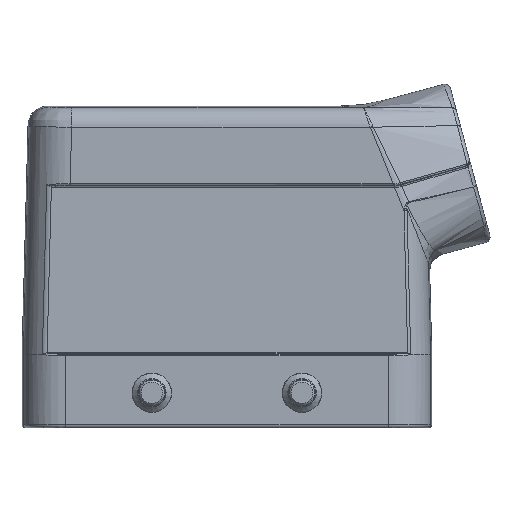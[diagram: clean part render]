
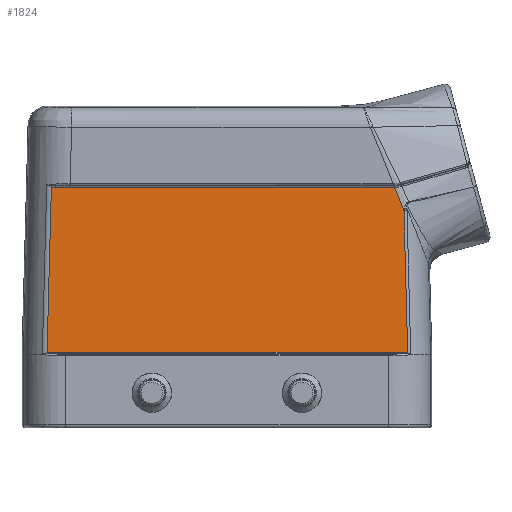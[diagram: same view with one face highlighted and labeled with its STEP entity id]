
A CAD part, front view. The second image highlights one B-rep face of the part: STEP entity #1824.
In plain terms, the highlighted planar face has unit normal (0, -1, 0.015).
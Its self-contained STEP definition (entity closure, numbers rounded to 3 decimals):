
#1232=FACE_OUTER_BOUND('',#2575,.T.);
#1824=ADVANCED_FACE('',(#1232),#2268,.T.);
#2268=PLANE('',#10956);
#2575=EDGE_LOOP('',(#3209,#3210,#3211,#3212,#3213,#3214,#3215,#3216));
#3209=ORIENTED_EDGE('',*,*,#5810,.T.);
#3210=ORIENTED_EDGE('',*,*,#5811,.T.);
#3211=ORIENTED_EDGE('',*,*,#5812,.T.);
#3212=ORIENTED_EDGE('',*,*,#5813,.T.);
#3213=ORIENTED_EDGE('',*,*,#5814,.T.);
#3214=ORIENTED_EDGE('',*,*,#5815,.T.);
#3215=ORIENTED_EDGE('',*,*,#5816,.T.);
#3216=ORIENTED_EDGE('',*,*,#5817,.T.);
#5187=VERTEX_POINT('',#15449);
#5188=VERTEX_POINT('',#15450);
#5189=VERTEX_POINT('',#15455);
#5190=VERTEX_POINT('',#15457);
#5191=VERTEX_POINT('',#15462);
#5192=VERTEX_POINT('',#15464);
#5193=VERTEX_POINT('',#15472);
#5194=VERTEX_POINT('',#15474);
#5810=EDGE_CURVE('',#5187,#5188,#8841,.T.);
#5811=EDGE_CURVE('',#5188,#5189,#7163,.T.);
#5812=EDGE_CURVE('',#5189,#5190,#8842,.T.);
#5813=EDGE_CURVE('',#5190,#5191,#7164,.T.);
#5814=EDGE_CURVE('',#5191,#5192,#8843,.T.);
#5815=EDGE_CURVE('',#5192,#5193,#7165,.T.);
#5816=EDGE_CURVE('',#5193,#5194,#8844,.T.);
#5817=EDGE_CURVE('',#5194,#5187,#7166,.T.);
#7163=B_SPLINE_CURVE_WITH_KNOTS('',3,(#15451,#15452,#15453,#15454),
 .UNSPECIFIED.,.F.,.F.,(4,4),(0.,1.),.UNSPECIFIED.);
#7164=B_SPLINE_CURVE_WITH_KNOTS('',3,(#15458,#15459,#15460,#15461),
 .UNSPECIFIED.,.F.,.F.,(4,4),(0.,1.),.UNSPECIFIED.);
#7165=B_SPLINE_CURVE_WITH_KNOTS('',3,(#15465,#15466,#15467,#15468,#15469,
#15470,#15471),.UNSPECIFIED.,.F.,.F.,(4,3,4),(0.,0.369,1.),
 .UNSPECIFIED.);
#7166=B_SPLINE_CURVE_WITH_KNOTS('',3,(#15475,#15476,#15477,#15478,#15479,
#15480,#15481,#15482,#15483,#15484,#15485,#15486,#15487,#15488,#15489,#15490),
 .UNSPECIFIED.,.F.,.F.,(4,3,3,3,3,4),(0.,0.045,0.339,
0.634,0.909,1.),.UNSPECIFIED.);
#8841=LINE('',#15448,#9385);
#8842=LINE('',#15456,#9386);
#8843=LINE('',#15463,#9387);
#8844=LINE('',#15473,#9388);
#9385=VECTOR('',#11818,1.);
#9386=VECTOR('',#11819,1.);
#9387=VECTOR('',#11820,1.);
#9388=VECTOR('',#11821,1.);
#10956=AXIS2_PLACEMENT_3D('',#15491,#11822,#11823);
#11818=DIRECTION('',(-1.,0.,0.));
#11819=DIRECTION('',(-0.026,-0.015,-1.));
#11820=DIRECTION('',(1.,0.,0.));
#11821=DIRECTION('',(-0.026,0.015,1.));
#11822=DIRECTION('',(0.,-1.,0.015));
#11823=DIRECTION('',(0.,-0.015,-1.));
#15448=CARTESIAN_POINT('',(-30.969,-20.063,33.419));
#15449=CARTESIAN_POINT('',(29.693,-20.063,33.419));
#15450=CARTESIAN_POINT('',(-30.398,-20.063,33.419));
#15451=CARTESIAN_POINT('',(-30.398,-20.063,33.419));
#15452=CARTESIAN_POINT('',(-30.636,-20.063,33.419));
#15453=CARTESIAN_POINT('',(-30.873,-20.063,33.434));
#15454=CARTESIAN_POINT('',(-31.103,-20.062,33.5));
#15455=CARTESIAN_POINT('',(-31.103,-20.062,33.5));
#15456=CARTESIAN_POINT('',(-31.822,-20.471,5.793));
#15457=CARTESIAN_POINT('',(-31.863,-20.495,4.205));
#15458=CARTESIAN_POINT('',(-31.863,-20.495,4.205));
#15459=CARTESIAN_POINT('',(-31.654,-20.494,4.26));
#15460=CARTESIAN_POINT('',(-31.434,-20.494,4.275));
#15461=CARTESIAN_POINT('',(-31.218,-20.494,4.275));
#15462=CARTESIAN_POINT('',(-31.218,-20.494,4.275));
#15463=CARTESIAN_POINT('',(31.764,-20.494,4.275));
#15464=CARTESIAN_POINT('',(31.218,-20.494,4.275));
#15465=CARTESIAN_POINT('',(31.218,-20.494,4.275));
#15466=CARTESIAN_POINT('',(31.317,-20.494,4.275));
#15467=CARTESIAN_POINT('',(31.417,-20.494,4.271));
#15468=CARTESIAN_POINT('',(31.516,-20.494,4.263));
#15469=CARTESIAN_POINT('',(31.684,-20.494,4.248));
#15470=CARTESIAN_POINT('',(31.854,-20.494,4.219));
#15471=CARTESIAN_POINT('',(32.012,-20.495,4.157));
#15472=CARTESIAN_POINT('',(32.012,-20.495,4.157));
#15473=CARTESIAN_POINT('',(32.018,-20.499,3.916));
#15474=CARTESIAN_POINT('',(31.36,-20.124,29.273));
#15475=CARTESIAN_POINT('',(31.36,-20.124,29.273));
#15476=CARTESIAN_POINT('',(31.336,-20.123,29.335));
#15477=CARTESIAN_POINT('',(31.313,-20.122,29.397));
#15478=CARTESIAN_POINT('',(31.289,-20.122,29.459));
#15479=CARTESIAN_POINT('',(31.13,-20.116,29.869));
#15480=CARTESIAN_POINT('',(30.973,-20.109,30.279));
#15481=CARTESIAN_POINT('',(30.813,-20.103,30.688));
#15482=CARTESIAN_POINT('',(30.653,-20.097,31.096));
#15483=CARTESIAN_POINT('',(30.49,-20.091,31.504));
#15484=CARTESIAN_POINT('',(30.324,-20.085,31.911));
#15485=CARTESIAN_POINT('',(30.169,-20.08,32.29));
#15486=CARTESIAN_POINT('',(30.011,-20.074,32.669));
#15487=CARTESIAN_POINT('',(29.852,-20.069,33.046));
#15488=CARTESIAN_POINT('',(29.799,-20.067,33.171));
#15489=CARTESIAN_POINT('',(29.746,-20.065,33.295));
#15490=CARTESIAN_POINT('',(29.693,-20.063,33.419));
#15491=CARTESIAN_POINT('',(36.3,-20.497,4.027));
